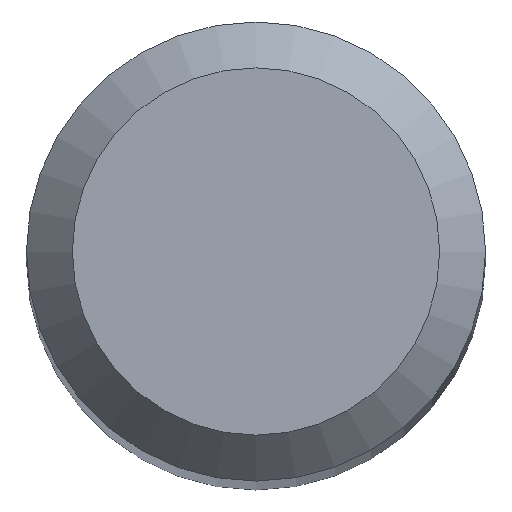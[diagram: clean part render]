
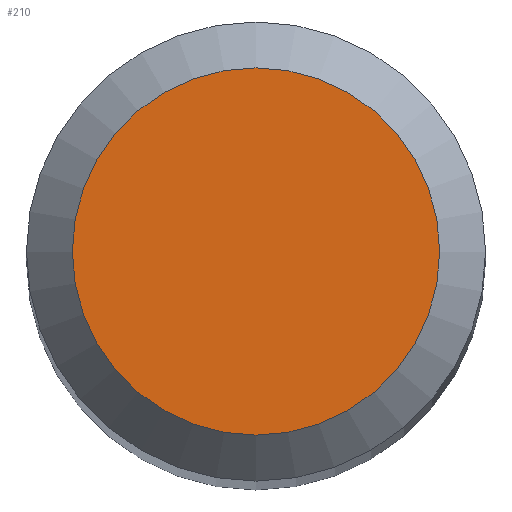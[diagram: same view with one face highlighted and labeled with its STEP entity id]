
A CAD part, top view. The second image highlights one B-rep face of the part: STEP entity #210.
In plain terms, the highlighted planar face has unit normal (0, 0, 1).
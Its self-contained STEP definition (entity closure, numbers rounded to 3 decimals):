
#22 = DIRECTION ( 'NONE',  ( 0., 1., 0. ) ) ;
#25 = DIRECTION ( 'NONE',  ( 0., 0., -1. ) ) ;
#26 = EDGE_CURVE ( 'NONE', #243, #243, #88, .T. ) ;
#38 = PLANE ( 'NONE',  #65 ) ;
#41 = ORIENTED_EDGE ( 'NONE', *, *, #26, .F. ) ;
#65 = AXIS2_PLACEMENT_3D ( 'NONE', #113, #145, #106 ) ;
#81 = AXIS2_PLACEMENT_3D ( 'NONE', #134, #25, #22 ) ;
#88 = CIRCLE ( 'NONE', #81, 1.2 ) ;
#106 = DIRECTION ( 'NONE',  ( 0., 1., 0. ) ) ;
#113 = CARTESIAN_POINT ( 'NONE',  ( 0., 0., 38. ) ) ;
#132 = FACE_OUTER_BOUND ( 'NONE', #191, .T. ) ;
#134 = CARTESIAN_POINT ( 'NONE',  ( 0., 0., 38. ) ) ;
#145 = DIRECTION ( 'NONE',  ( 0., 0., -1. ) ) ;
#191 = EDGE_LOOP ( 'NONE', ( #41 ) ) ;
#210 = ADVANCED_FACE ( 'NONE', ( #132 ), #38, .F. ) ;
#222 = CARTESIAN_POINT ( 'NONE',  ( 0., 1.2, 38. ) ) ;
#243 = VERTEX_POINT ( 'NONE', #222 ) ;
